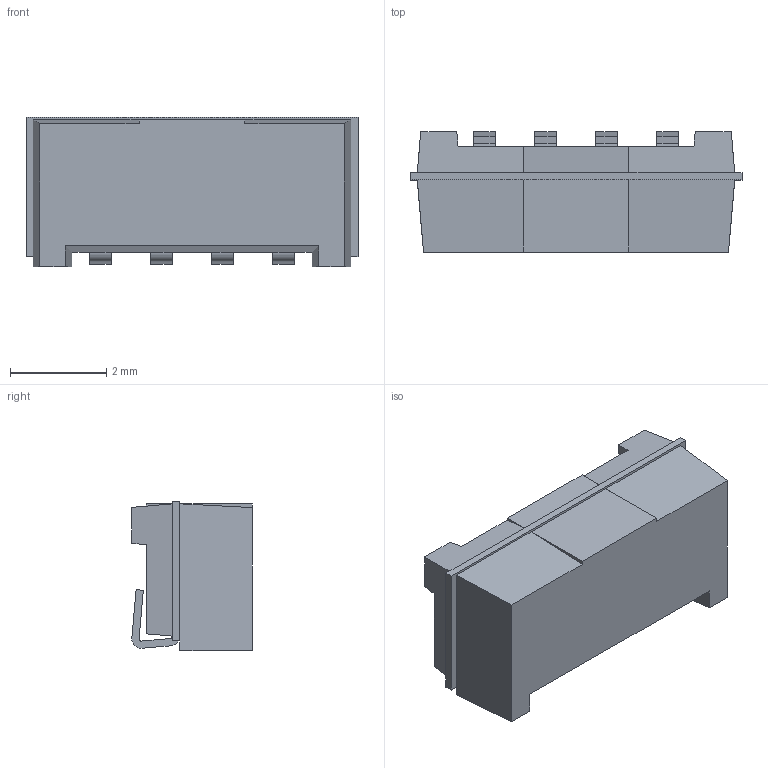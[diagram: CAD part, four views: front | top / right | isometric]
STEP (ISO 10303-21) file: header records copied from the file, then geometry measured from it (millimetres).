
FILE_DESCRIPTION (( 'STEP AP214' ), '1' );
FILE_NAME ('TSOP75338WTT-RA.STEP', '2018-08-17T20:44:02', ( '' ), ( '' ), 'SwSTEP 2.0', 'SolidWorks 2017', '' );
FILE_SCHEMA (( 'AUTOMOTIVE_DESIGN' ));
Length unit declared in the file: millimetre
Products named in the file (1): TSOP75338WTT-RA
Bounding box: 6.9 x 2.5 x 3.1 mm (x, y, z)
Volume: 40.1 mm3; surface area: 91.3 mm2
Topology: 1 solids, 1 shells, 96 faces, 254 edges, 160 vertices
Faces by surface type: plane 72, cylinder 24
Entity records: 4012 total; most frequent: CARTESIAN_POINT 511, ORIENTED_EDGE 508, DIRECTION 496, EDGE_CURVE 254, LINE 206, VECTOR 206, VERTEX_POINT 160, AXIS2_PLACEMENT_3D 145
